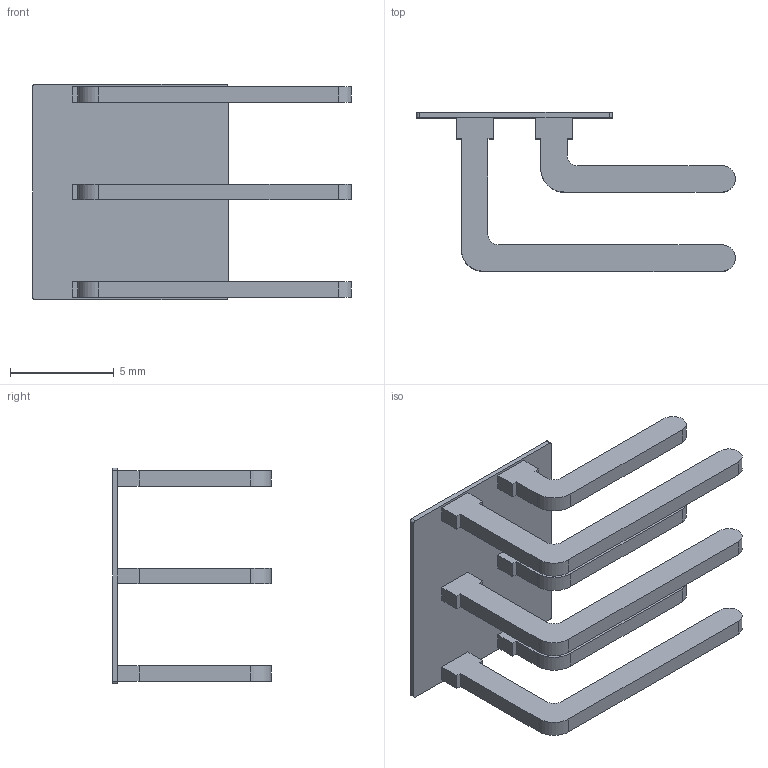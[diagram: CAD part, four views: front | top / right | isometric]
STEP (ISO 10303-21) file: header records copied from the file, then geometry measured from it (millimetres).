
FILE_DESCRIPTION(/* description */ ('Angle Mount Miniature Toggles-terminals - Series M - Miniature Toggles'),/* implementation_level */ '2;1');
FILE_NAME(/* name */ 'M202830_terminal_angW.ipt.step',/* time_stamp */ '2014-01-01T17:26:04-08:00',/* author */ ('Cadenas PARTsolutions'),/* organization */ (''),/* preprocessor_version */ 'ST-DEVELOPER v15.2',/* originating_system */ 'Autodesk Inventor 2014',/* authorisation */ '');
FILE_SCHEMA (('AUTOMOTIVE_DESIGN { 1 0 10303 214 3 1 1 }'));
Length unit declared in the file: inch
Products named in the file (1): M202830_terminal_angW
Bounding box: 15.35 x 7.65 x 10.4 mm (x, y, z)
Volume: 115.5 mm3; surface area: 579.7 mm2
Topology: 1 solids, 1 shells, 88 faces, 240 edges, 160 vertices
Faces by surface type: plane 66, cylinder 22
Entity records: 2791 total; most frequent: CARTESIAN_POINT 489, ORIENTED_EDGE 480, DIRECTION 462, EDGE_CURVE 240, LINE 196, VECTOR 196, VERTEX_POINT 160, AXIS2_PLACEMENT_3D 133
